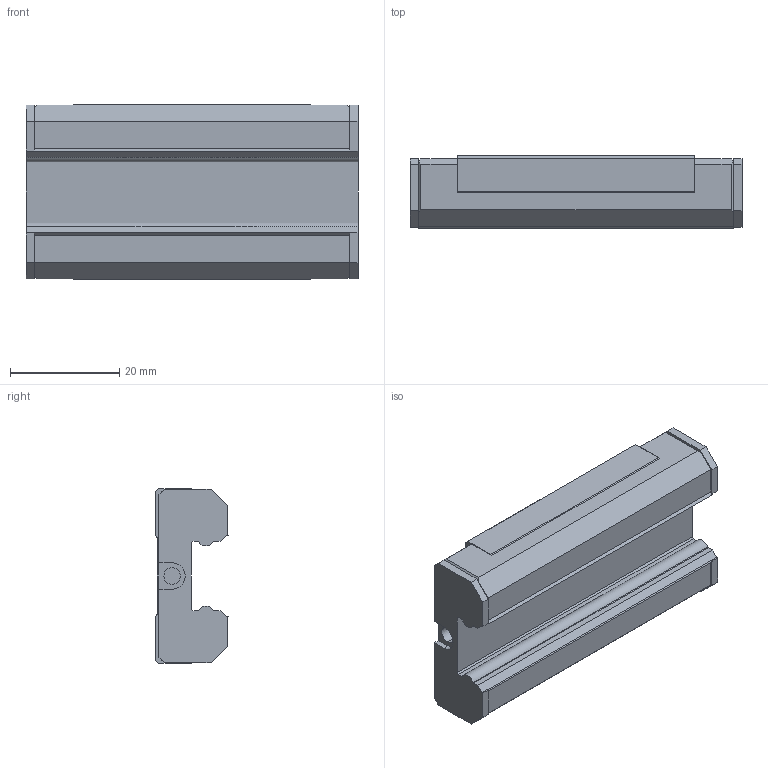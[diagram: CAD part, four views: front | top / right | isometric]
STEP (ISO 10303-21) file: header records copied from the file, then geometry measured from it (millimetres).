
FILE_DESCRIPTION (( 'STEP AP214' ), '1' );
FILE_NAME ('SRS15NSS, Føringsvogn, Bondy.STEP', '2020-06-15T08:20:13', ( '' ), ( '' ), 'SwSTEP 2.0', 'SolidWorks 2020', '' );
FILE_SCHEMA (( 'AUTOMOTIVE_DESIGN' ));
Length unit declared in the file: millimetre
Products named in the file (2): SRS15NSS, Føringsvogn, Bondy; _SRS15NSS1 Slider
Assembly tree (1 placements, depth 2):
  SRS15NSS, Føringsvogn, Bondy
    _SRS15NSS1 Slider
Bounding box: 60.8 x 13.3 x 32 mm (x, y, z)
Volume: 18929.5 mm3; surface area: 6915.1 mm2
Topology: 1 solids, 1 shells, 121 faces, 319 edges, 198 vertices
Faces by surface type: plane 82, cylinder 23, cone 16
Entity records: 3681 total; most frequent: CARTESIAN_POINT 634, ORIENTED_EDGE 622, DIRECTION 615, EDGE_CURVE 311, LINE 257, VECTOR 257, VERTEX_POINT 198, AXIS2_PLACEMENT_3D 179
